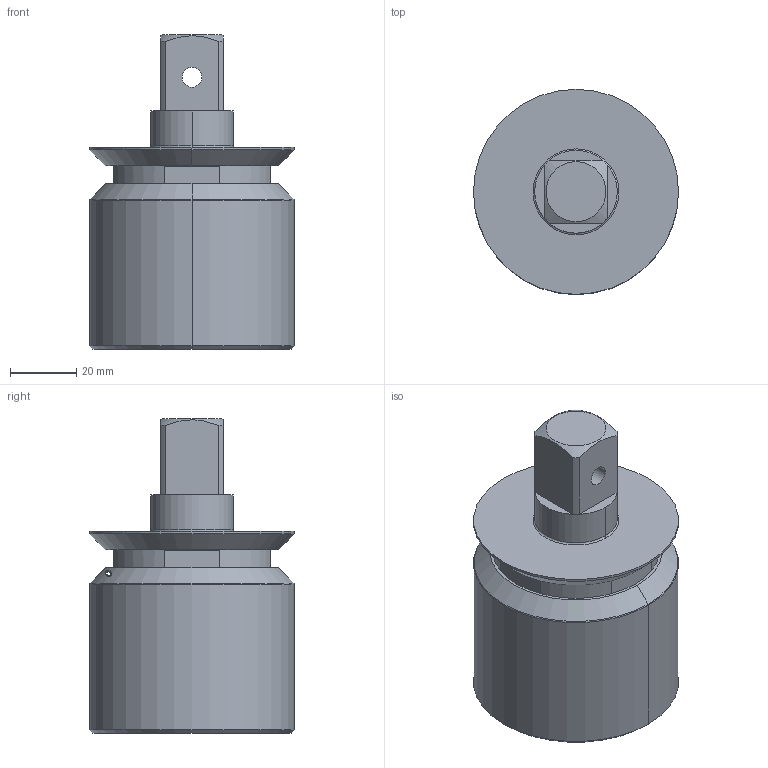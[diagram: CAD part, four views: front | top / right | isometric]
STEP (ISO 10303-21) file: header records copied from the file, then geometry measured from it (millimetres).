
FILE_DESCRIPTION((''),'2;1');
FILE_NAME('4027045400_ASM','2023-08-10T12:52:39',('a00528554'),(''),'CREO PARAMETRIC BY PTC INC, 2022414','CREO PARAMETRIC BY PTC INC, 2022414','');
FILE_SCHEMA(('CONFIG_CONTROL_DESIGN','GEOMETRIC_VALIDATION_PROPERTIES_MIM'));
Length unit declared in the file: millimetre
Products named in the file (8): 4027041519; 4027040211; 4027041386; 4027041390_AF2; 4027041387; 0108114700; 0517116000; 4027045400_ASM
Assembly tree (10 placements, depth 2):
  4027045400_ASM
    4027041519
    4027040211
    4027041386
    4027041390_AF2
    4027041387
    0108114700
    0517116000  x4
Bounding box: 62 x 62 x 95 mm (x, y, z)
Volume: 122262.5 mm3; surface area: 52680 mm2
Topology: 10 solids, 10 shells, 153 faces, 367 edges, 225 vertices
Faces by surface type: cylinder 58, plane 41, cone 24, torus 20, sphere 8, bspline 2
Entity records: 10199 total; most frequent: CARTESIAN_POINT 5194, DIRECTION 786, ORIENTED_EDGE 690, EDGE_CURVE 345, PRESENTATION_STYLE_ASSIGNMENT 335, STYLED_ITEM 335, CURVE_STYLE 329, AXIS2_PLACEMENT_3D 328
